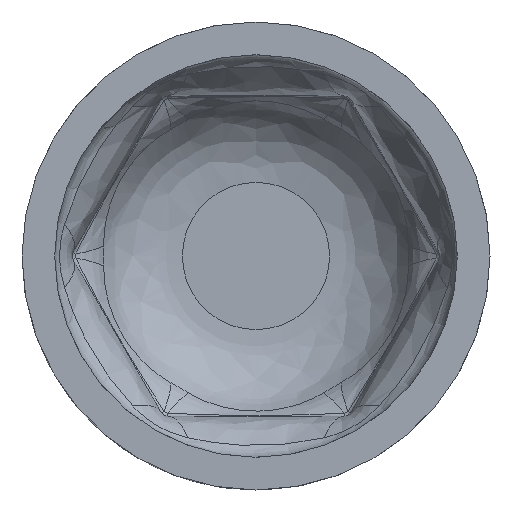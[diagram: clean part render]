
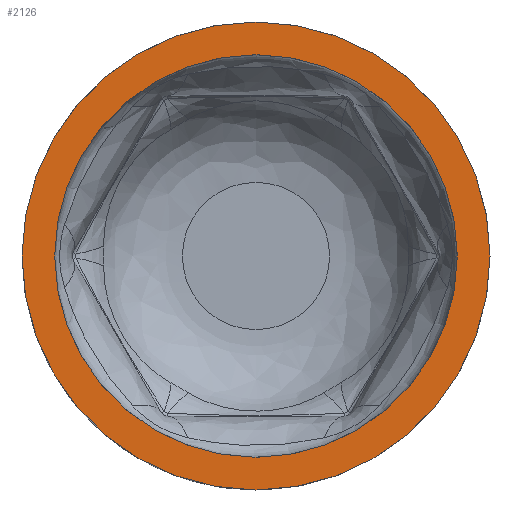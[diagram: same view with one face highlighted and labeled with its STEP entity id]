
A CAD part, left-side view. The second image highlights one B-rep face of the part: STEP entity #2126.
In plain terms, the highlighted planar face has unit normal (-1, 0, 0).
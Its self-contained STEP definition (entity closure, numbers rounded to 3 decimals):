
#22=FACE_BOUND('',#631,.T.);
#97=CIRCLE('',#2216,12.3);
#142=CIRCLE('',#2286,14.3);
#485=FACE_OUTER_BOUND('',#630,.T.);
#630=EDGE_LOOP('',(#1950));
#631=EDGE_LOOP('',(#1951));
#939=VERTEX_POINT('',#4609);
#1003=VERTEX_POINT('',#6553);
#1206=EDGE_CURVE('',#939,#939,#97,.T.);
#1319=EDGE_CURVE('',#1003,#1003,#142,.T.);
#1950=ORIENTED_EDGE('',*,*,#1319,.T.);
#1951=ORIENTED_EDGE('',*,*,#1206,.T.);
#1988=PLANE('',#2287);
#2126=ADVANCED_FACE('',(#485,#22),#1988,.F.);
#2216=AXIS2_PLACEMENT_3D('',#4610,#2532,#2533);
#2286=AXIS2_PLACEMENT_3D('',#6554,#2684,#2685);
#2287=AXIS2_PLACEMENT_3D('',#6555,#2686,#2687);
#2532=DIRECTION('center_axis',(1.,0.,0.));
#2533=DIRECTION('ref_axis',(0.,-1.,0.));
#2684=DIRECTION('center_axis',(-1.,0.,0.));
#2685=DIRECTION('ref_axis',(0.,-1.,0.));
#2686=DIRECTION('center_axis',(1.,0.,0.));
#2687=DIRECTION('ref_axis',(0.,0.,-1.));
#4609=CARTESIAN_POINT('',(0.,12.3,0.));
#4610=CARTESIAN_POINT('Origin',(0.,0.,0.));
#6553=CARTESIAN_POINT('',(0.,14.3,0.));
#6554=CARTESIAN_POINT('Origin',(0.,0.,0.));
#6555=CARTESIAN_POINT('Origin',(0.,0.,0.));
